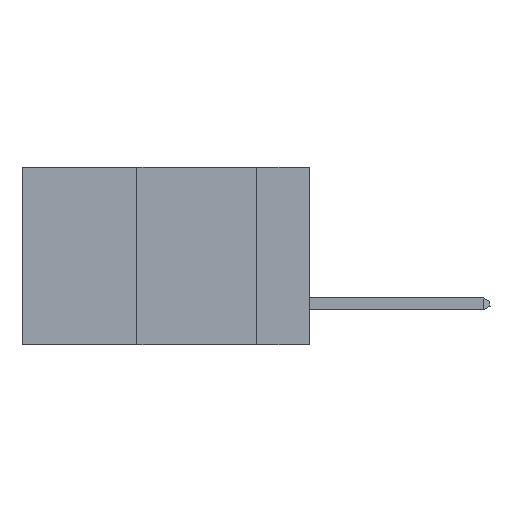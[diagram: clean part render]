
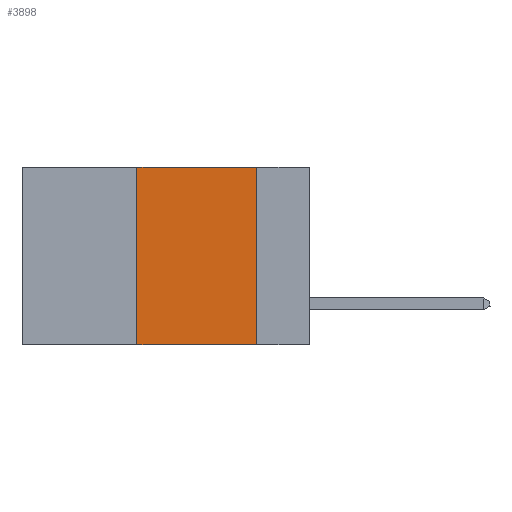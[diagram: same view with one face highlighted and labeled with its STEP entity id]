
A CAD part, left-side view. The second image highlights one B-rep face of the part: STEP entity #3898.
In plain terms, the highlighted planar face has unit normal (-1, 0, 0).
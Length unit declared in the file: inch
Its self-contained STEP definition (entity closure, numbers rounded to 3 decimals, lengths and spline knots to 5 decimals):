
#987 = EDGE_CURVE ( 'NONE', #33845, #37225, #13898, .T. ) ;
#1214 = DIRECTION ( 'NONE',  ( 0., -1., 0. ) ) ;
#2133 = VECTOR ( 'NONE', #1214, 39.37008 ) ;
#3898 = ADVANCED_FACE ( 'NONE', ( #33066 ), #39820, .F. ) ;
#4600 = DIRECTION ( 'NONE',  ( 0., 0., -1. ) ) ;
#11797 = DIRECTION ( 'NONE',  ( 0., -1., 0. ) ) ;
#12388 = VECTOR ( 'NONE', #38514, 39.37008 ) ;
#13392 = LINE ( 'NONE', #40974, #12388 ) ;
#13615 = VERTEX_POINT ( 'NONE', #16616 ) ;
#13898 = LINE ( 'NONE', #29482, #20666 ) ;
#14547 = VECTOR ( 'NONE', #11797, 39.37008 ) ;
#14696 = LINE ( 'NONE', #37813, #2133 ) ;
#14719 = ORIENTED_EDGE ( 'NONE', *, *, #23251, .T. ) ;
#15452 = DIRECTION ( 'NONE',  ( 1., 0., 0. ) ) ;
#16616 = CARTESIAN_POINT ( 'NONE',  ( 0., 0.36, -0.37 ) ) ;
#17767 = AXIS2_PLACEMENT_3D ( 'NONE', #36612, #15452, #4600 ) ;
#17942 = ORIENTED_EDGE ( 'NONE', *, *, #987, .F. ) ;
#18880 = CARTESIAN_POINT ( 'NONE',  ( 0., 0.11, -0.37 ) ) ;
#20647 = CARTESIAN_POINT ( 'NONE',  ( 0., 0.6, 0. ) ) ;
#20666 = VECTOR ( 'NONE', #36271, 39.37008 ) ;
#21228 = EDGE_CURVE ( 'NONE', #13615, #25145, #13392, .T. ) ;
#23251 = EDGE_CURVE ( 'NONE', #13615, #37225, #14696, .T. ) ;
#23435 = CARTESIAN_POINT ( 'NONE',  ( 0., 0.36, 0. ) ) ;
#25145 = VERTEX_POINT ( 'NONE', #23435 ) ;
#26271 = EDGE_LOOP ( 'NONE', ( #17942, #30998, #30697, #14719 ) ) ;
#29100 = EDGE_CURVE ( 'NONE', #25145, #33845, #33522, .T. ) ;
#29482 = CARTESIAN_POINT ( 'NONE',  ( 0., 0.11, 0. ) ) ;
#30697 = ORIENTED_EDGE ( 'NONE', *, *, #21228, .F. ) ;
#30998 = ORIENTED_EDGE ( 'NONE', *, *, #29100, .F. ) ;
#33066 = FACE_OUTER_BOUND ( 'NONE', #26271, .T. ) ;
#33522 = LINE ( 'NONE', #20647, #14547 ) ;
#33845 = VERTEX_POINT ( 'NONE', #35061 ) ;
#35061 = CARTESIAN_POINT ( 'NONE',  ( 0., 0.11, 0. ) ) ;
#36271 = DIRECTION ( 'NONE',  ( 0., 0., -1. ) ) ;
#36612 = CARTESIAN_POINT ( 'NONE',  ( 0., 0.6, 0. ) ) ;
#37225 = VERTEX_POINT ( 'NONE', #18880 ) ;
#37813 = CARTESIAN_POINT ( 'NONE',  ( 0., 0.6, -0.37 ) ) ;
#38514 = DIRECTION ( 'NONE',  ( 0., 0., 1. ) ) ;
#39820 = PLANE ( 'NONE',  #17767 ) ;
#40974 = CARTESIAN_POINT ( 'NONE',  ( 0., 0.36, 0. ) ) ;
